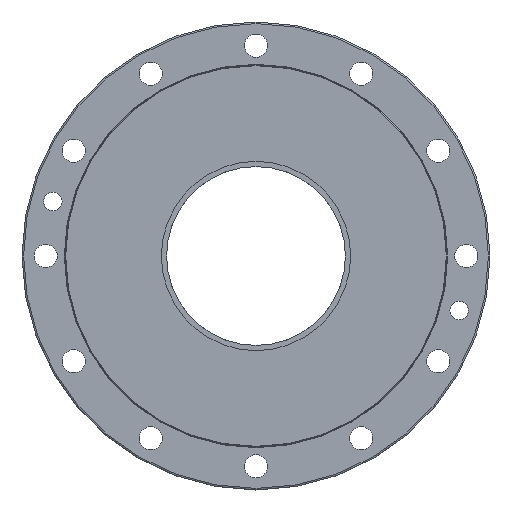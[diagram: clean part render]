
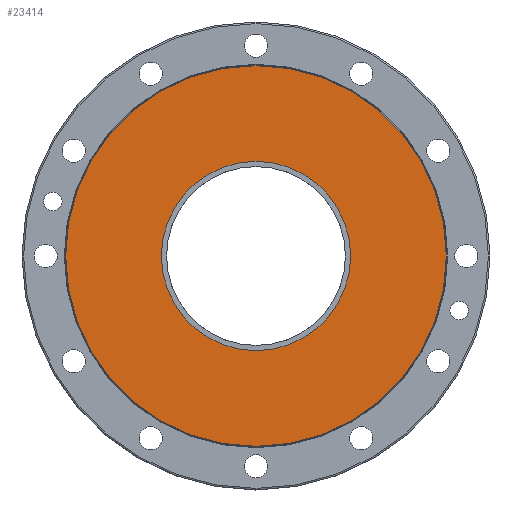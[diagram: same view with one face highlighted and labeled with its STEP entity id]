
A CAD part, left-side view. The second image highlights one B-rep face of the part: STEP entity #23414.
In plain terms, the highlighted planar face has unit normal (-1, 0, 0).
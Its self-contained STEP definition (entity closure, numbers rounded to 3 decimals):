
#804=PLANE('',#25317);
#3706=CIRCLE('',#25316,180.998);
#3707=CIRCLE('',#25318,90.);
#7873=ORIENTED_EDGE('',*,*,#10318,.T.);
#7874=ORIENTED_EDGE('',*,*,#10317,.T.);
#10317=EDGE_CURVE('',#11864,#11864,#3706,.T.);
#10318=EDGE_CURVE('',#11865,#11865,#3707,.F.);
#11864=VERTEX_POINT('',#37602);
#11865=VERTEX_POINT('',#37605);
#13340=EDGE_LOOP('',(#7873));
#13341=EDGE_LOOP('',(#7874));
#14799=FACE_BOUND('',#13340,.T.);
#14800=FACE_BOUND('',#13341,.T.);
#23414=ADVANCED_FACE('',(#14799,#14800),#804,.T.);
#25316=AXIS2_PLACEMENT_3D('',#37601,#29650,#29651);
#25317=AXIS2_PLACEMENT_3D('',#37603,#29652,#29653);
#25318=AXIS2_PLACEMENT_3D('',#37604,#29654,#29655);
#29650=DIRECTION('',(-1.,0.,0.));
#29651=DIRECTION('',(0.,0.,-1.));
#29652=DIRECTION('',(-1.,0.,0.));
#29653=DIRECTION('',(0.,0.,-1.));
#29654=DIRECTION('',(-1.,0.,0.));
#29655=DIRECTION('',(0.,0.,1.));
#37601=CARTESIAN_POINT('',(-169.24,0.,0.));
#37602=CARTESIAN_POINT('',(-169.24,0.,-180.998));
#37603=CARTESIAN_POINT('',(-169.24,0.,98.425));
#37604=CARTESIAN_POINT('',(-169.24,0.,0.));
#37605=CARTESIAN_POINT('',(-169.24,0.,90.));
